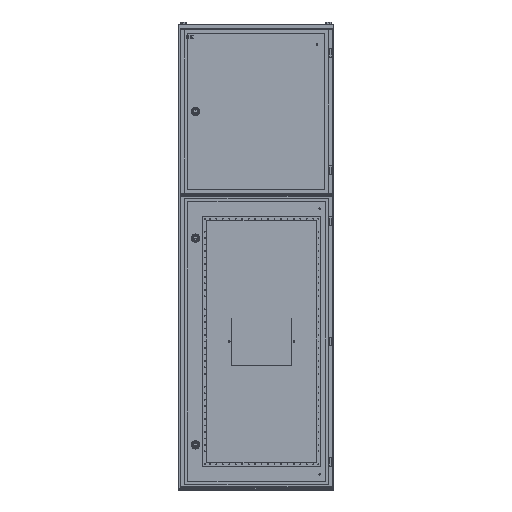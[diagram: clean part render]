
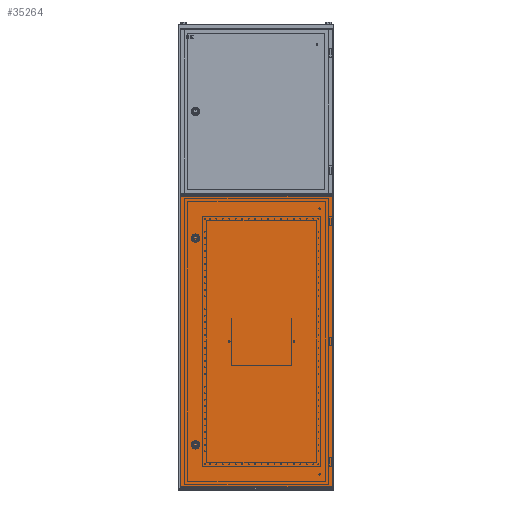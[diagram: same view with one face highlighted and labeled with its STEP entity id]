
A CAD part, top view. The second image highlights one B-rep face of the part: STEP entity #35264.
In plain terms, the highlighted planar face has unit normal (0, 0, 1).
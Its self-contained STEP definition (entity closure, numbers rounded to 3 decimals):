
#588 = VERTEX_POINT ( 'NONE', #52445 ) ;
#939 = ORIENTED_EDGE ( 'NONE', *, *, #107511, .F. ) ;
#1772 = VECTOR ( 'NONE', #108130, 1000. ) ;
#2617 = CIRCLE ( 'NONE', #55845, 1.5 ) ;
#4581 = EDGE_CURVE ( 'NONE', #36113, #8556, #6484, .T. ) ;
#6484 = LINE ( 'NONE', #33153, #72518 ) ;
#7938 = FACE_BOUND ( 'NONE', #45412, .T. ) ;
#8020 = CIRCLE ( 'NONE', #70132, 1.5 ) ;
#8556 = VERTEX_POINT ( 'NONE', #23257 ) ;
#11579 = ORIENTED_EDGE ( 'NONE', *, *, #42373, .T. ) ;
#16882 = EDGE_CURVE ( 'NONE', #588, #33383, #40777, .T. ) ;
#17388 = CARTESIAN_POINT ( 'NONE',  ( 58.5, 400., 0. ) ) ;
#17878 = VECTOR ( 'NONE', #67334, 1000. ) ;
#19137 = VERTEX_POINT ( 'NONE', #17388 ) ;
#19826 = CARTESIAN_POINT ( 'NONE',  ( 60., 400., 0. ) ) ;
#21268 = CARTESIAN_POINT ( 'NONE',  ( 60., 400., 0. ) ) ;
#22445 = CARTESIAN_POINT ( 'NONE',  ( 60., -400., 0. ) ) ;
#23149 = DIRECTION ( 'NONE',  ( 0., -1., 0. ) ) ;
#23257 = CARTESIAN_POINT ( 'NONE',  ( 0., -563.5, 0. ) ) ;
#23864 = ORIENTED_EDGE ( 'NONE', *, *, #4581, .T. ) ;
#24431 = ORIENTED_EDGE ( 'NONE', *, *, #106944, .F. ) ;
#32222 = EDGE_LOOP ( 'NONE', ( #23864, #84302, #38183, #11579 ) ) ;
#32758 = VERTEX_POINT ( 'NONE', #107423 ) ;
#32802 = CARTESIAN_POINT ( 'NONE',  ( 60., -400., 0. ) ) ;
#33153 = CARTESIAN_POINT ( 'NONE',  ( 0., 563.5, 0. ) ) ;
#33383 = VERTEX_POINT ( 'NONE', #71999 ) ;
#33398 = CARTESIAN_POINT ( 'NONE',  ( 590.5, 563.5, 0. ) ) ;
#33507 = CARTESIAN_POINT ( 'NONE',  ( 0., 0., 0. ) ) ;
#35264 = ADVANCED_FACE ( 'NONE', ( #7938, #66850, #82965 ), #66284, .T. ) ;
#35473 = AXIS2_PLACEMENT_3D ( 'NONE', #32802, #92260, #73389 ) ;
#35686 = AXIS2_PLACEMENT_3D ( 'NONE', #33507, #83501, #40725 ) ;
#36113 = VERTEX_POINT ( 'NONE', #77456 ) ;
#36502 = DIRECTION ( 'NONE',  ( 1., 0., 0. ) ) ;
#38183 = ORIENTED_EDGE ( 'NONE', *, *, #103183, .T. ) ;
#40725 = DIRECTION ( 'NONE',  ( 1., 0., 0. ) ) ;
#40777 = CIRCLE ( 'NONE', #35473, 1.5 ) ;
#41331 = VECTOR ( 'NONE', #57836, 1000. ) ;
#42373 = EDGE_CURVE ( 'NONE', #63644, #36113, #58994, .T. ) ;
#45412 = EDGE_LOOP ( 'NONE', ( #939, #99438 ) ) ;
#48202 = CARTESIAN_POINT ( 'NONE',  ( 590.5, 563.5, 0. ) ) ;
#52092 = CIRCLE ( 'NONE', #91133, 1.5 ) ;
#52445 = CARTESIAN_POINT ( 'NONE',  ( 58.5, -400., 0. ) ) ;
#55150 = DIRECTION ( 'NONE',  ( 1., 0., 0. ) ) ;
#55845 = AXIS2_PLACEMENT_3D ( 'NONE', #19826, #61507, #36502 ) ;
#56969 = CARTESIAN_POINT ( 'NONE',  ( 0., -563.5, 0. ) ) ;
#57836 = DIRECTION ( 'NONE',  ( 0., 1., 0. ) ) ;
#58994 = LINE ( 'NONE', #109597, #17878 ) ;
#61507 = DIRECTION ( 'NONE',  ( 0., 0., 1. ) ) ;
#63644 = VERTEX_POINT ( 'NONE', #48202 ) ;
#66284 = PLANE ( 'NONE',  #35686 ) ;
#66850 = FACE_BOUND ( 'NONE', #93329, .T. ) ;
#67334 = DIRECTION ( 'NONE',  ( -1., 0., 0. ) ) ;
#68059 = VERTEX_POINT ( 'NONE', #90883 ) ;
#70132 = AXIS2_PLACEMENT_3D ( 'NONE', #22445, #108011, #74102 ) ;
#71999 = CARTESIAN_POINT ( 'NONE',  ( 61.5, -400., 0. ) ) ;
#72518 = VECTOR ( 'NONE', #23149, 1000. ) ;
#73389 = DIRECTION ( 'NONE',  ( -1., 0., 0. ) ) ;
#74102 = DIRECTION ( 'NONE',  ( -1., 0., 0. ) ) ;
#77456 = CARTESIAN_POINT ( 'NONE',  ( 0., 563.5, 0. ) ) ;
#81464 = LINE ( 'NONE', #56969, #1772 ) ;
#81789 = DIRECTION ( 'NONE',  ( 0., 0., 1. ) ) ;
#82965 = FACE_OUTER_BOUND ( 'NONE', #32222, .T. ) ;
#83501 = DIRECTION ( 'NONE',  ( 0., 0., 1. ) ) ;
#83933 = EDGE_CURVE ( 'NONE', #19137, #32758, #52092, .T. ) ;
#83947 = LINE ( 'NONE', #33398, #41331 ) ;
#84302 = ORIENTED_EDGE ( 'NONE', *, *, #98897, .T. ) ;
#84516 = ORIENTED_EDGE ( 'NONE', *, *, #83933, .F. ) ;
#90883 = CARTESIAN_POINT ( 'NONE',  ( 590.5, -563.5, 0. ) ) ;
#91133 = AXIS2_PLACEMENT_3D ( 'NONE', #21268, #81789, #55150 ) ;
#92260 = DIRECTION ( 'NONE',  ( 0., 0., 1. ) ) ;
#93329 = EDGE_LOOP ( 'NONE', ( #24431, #84516 ) ) ;
#98897 = EDGE_CURVE ( 'NONE', #8556, #68059, #81464, .T. ) ;
#99438 = ORIENTED_EDGE ( 'NONE', *, *, #16882, .F. ) ;
#103183 = EDGE_CURVE ( 'NONE', #68059, #63644, #83947, .T. ) ;
#106944 = EDGE_CURVE ( 'NONE', #32758, #19137, #2617, .T. ) ;
#107423 = CARTESIAN_POINT ( 'NONE',  ( 61.5, 400., 0. ) ) ;
#107511 = EDGE_CURVE ( 'NONE', #33383, #588, #8020, .T. ) ;
#108011 = DIRECTION ( 'NONE',  ( 0., 0., 1. ) ) ;
#108130 = DIRECTION ( 'NONE',  ( 1., 0., 0. ) ) ;
#109597 = CARTESIAN_POINT ( 'NONE',  ( 0., 563.5, 0. ) ) ;
